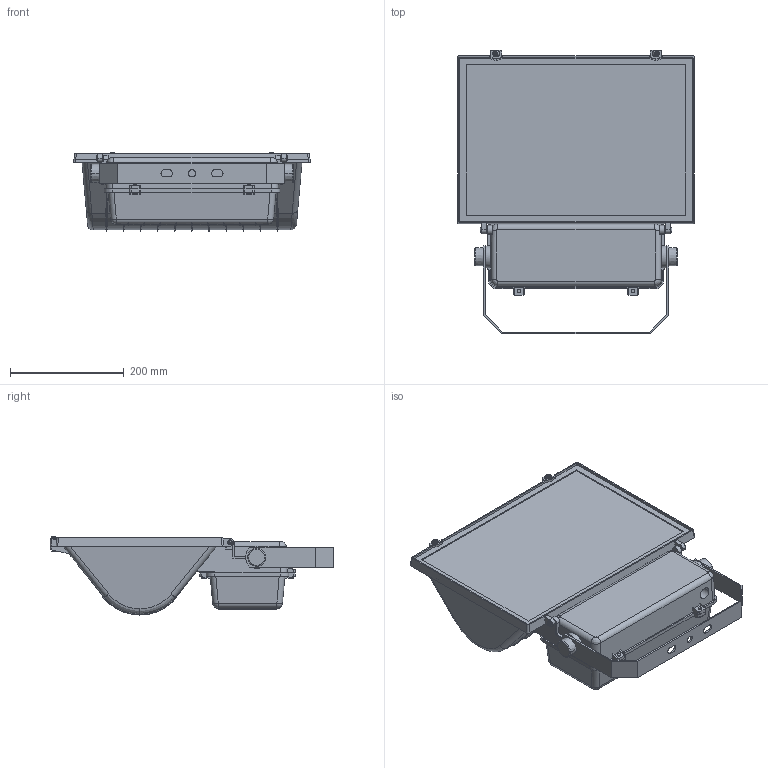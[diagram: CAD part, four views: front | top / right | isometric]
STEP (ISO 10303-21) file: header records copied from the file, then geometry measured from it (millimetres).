
FILE_DESCRIPTION (( 'STEP AP214' ), '1' );
FILE_NAME ('LPHO03-250-01-K03 Ïðîæåêòîð ÃÎ03-250-01 250Âò E40 ñåðûé ñèììåòðè÷íûé IP65 ÈÝÊ.STEP', '2017-09-20T13:27:26', ( '' ), ( '' ), 'SwSTEP 2.0', 'SolidWorks 2014', '' );
FILE_SCHEMA (( 'AUTOMOTIVE_DESIGN' ));
Length unit declared in the file: millimetre
Products named in the file (1): LPHO03-250-01-K03 Ïðîæåêòîð ÃÎ03-250-01 250Âò E40 ñåðûé ñèììåòðè÷íûé  IP65 ÈÝÊ
Bounding box: 416 x 498 x 137.28 mm (x, y, z)
Volume: 13536004.4 mm3; surface area: 577360.5 mm2
Topology: 2 solids, 2 shells, 781 faces, 2075 edges, 1324 vertices
Faces by surface type: plane 422, cylinder 224, cone 73, torus 49, bspline 9, sphere 4
Entity records: 26521 total; most frequent: CARTESIAN_POINT 7437, ORIENTED_EDGE 4150, DIRECTION 3772, EDGE_CURVE 2075, VERTEX_POINT 1324, AXIS2_PLACEMENT_3D 1265, VECTOR 1242, LINE 1242
